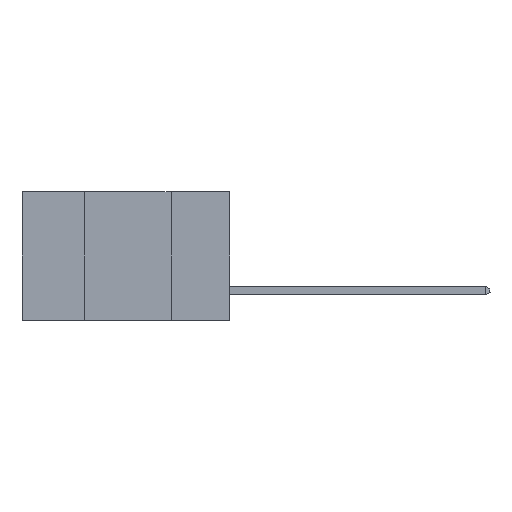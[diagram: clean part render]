
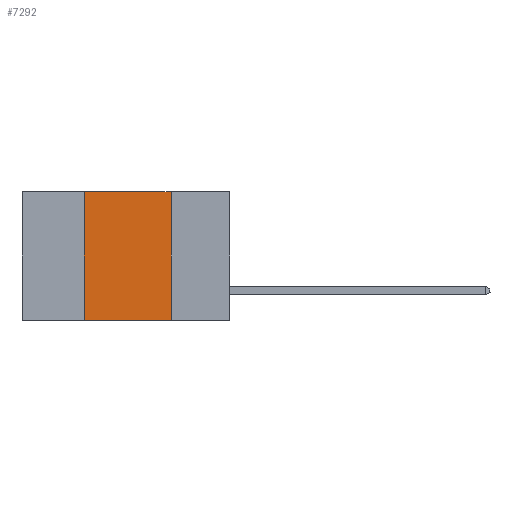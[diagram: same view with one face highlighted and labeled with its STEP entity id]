
A CAD part, left-side view. The second image highlights one B-rep face of the part: STEP entity #7292.
In plain terms, the highlighted planar face has unit normal (-1, 0, 0).
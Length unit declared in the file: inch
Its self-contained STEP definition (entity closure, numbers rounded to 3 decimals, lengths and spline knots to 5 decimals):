
#466 = VERTEX_POINT ( 'NONE', #21963 ) ;
#1633 = LINE ( 'NONE', #3090, #2530 ) ;
#1852 = CARTESIAN_POINT ( 'NONE',  ( 0., 0.6, 0. ) ) ;
#2530 = VECTOR ( 'NONE', #5002, 39.37008 ) ;
#3090 = CARTESIAN_POINT ( 'NONE',  ( 0., 0.42, 0. ) ) ;
#3253 = CARTESIAN_POINT ( 'NONE',  ( 0., 0.17, 0. ) ) ;
#5002 = DIRECTION ( 'NONE',  ( 0., 0., 1. ) ) ;
#5153 = CARTESIAN_POINT ( 'NONE',  ( 0., 0.42, -0.37 ) ) ;
#5711 = EDGE_CURVE ( 'NONE', #466, #21732, #21828, .T. ) ;
#6996 = VERTEX_POINT ( 'NONE', #5153 ) ;
#7292 = ADVANCED_FACE ( 'NONE', ( #10186 ), #7588, .F. ) ;
#7588 = PLANE ( 'NONE',  #12867 ) ;
#7776 = ORIENTED_EDGE ( 'NONE', *, *, #5711, .F. ) ;
#8808 = EDGE_CURVE ( 'NONE', #6996, #21732, #12499, .T. ) ;
#9234 = VECTOR ( 'NONE', #11875, 39.37008 ) ;
#10186 = FACE_OUTER_BOUND ( 'NONE', #19660, .T. ) ;
#11553 = VERTEX_POINT ( 'NONE', #16811 ) ;
#11559 = ORIENTED_EDGE ( 'NONE', *, *, #13206, .F. ) ;
#11875 = DIRECTION ( 'NONE',  ( 0., -1., 0. ) ) ;
#12086 = DIRECTION ( 'NONE',  ( 0., -1., 0. ) ) ;
#12499 = LINE ( 'NONE', #17608, #9234 ) ;
#12867 = AXIS2_PLACEMENT_3D ( 'NONE', #1852, #22928, #18986 ) ;
#13206 = EDGE_CURVE ( 'NONE', #11553, #466, #23118, .T. ) ;
#14548 = EDGE_CURVE ( 'NONE', #6996, #11553, #1633, .T. ) ;
#16765 = ORIENTED_EDGE ( 'NONE', *, *, #8808, .T. ) ;
#16811 = CARTESIAN_POINT ( 'NONE',  ( 0., 0.42, 0. ) ) ;
#16820 = VECTOR ( 'NONE', #20376, 39.37008 ) ;
#17608 = CARTESIAN_POINT ( 'NONE',  ( 0., 0.6, -0.37 ) ) ;
#17765 = ORIENTED_EDGE ( 'NONE', *, *, #14548, .F. ) ;
#17813 = CARTESIAN_POINT ( 'NONE',  ( 0., 0.6, 0. ) ) ;
#18986 = DIRECTION ( 'NONE',  ( 0., 0., -1. ) ) ;
#18995 = CARTESIAN_POINT ( 'NONE',  ( 0., 0.17, -0.37 ) ) ;
#19660 = EDGE_LOOP ( 'NONE', ( #7776, #11559, #17765, #16765 ) ) ;
#20376 = DIRECTION ( 'NONE',  ( 0., 0., -1. ) ) ;
#21732 = VERTEX_POINT ( 'NONE', #18995 ) ;
#21828 = LINE ( 'NONE', #3253, #16820 ) ;
#21963 = CARTESIAN_POINT ( 'NONE',  ( 0., 0.17, 0. ) ) ;
#22526 = VECTOR ( 'NONE', #12086, 39.37008 ) ;
#22928 = DIRECTION ( 'NONE',  ( 1., 0., 0. ) ) ;
#23118 = LINE ( 'NONE', #17813, #22526 ) ;
